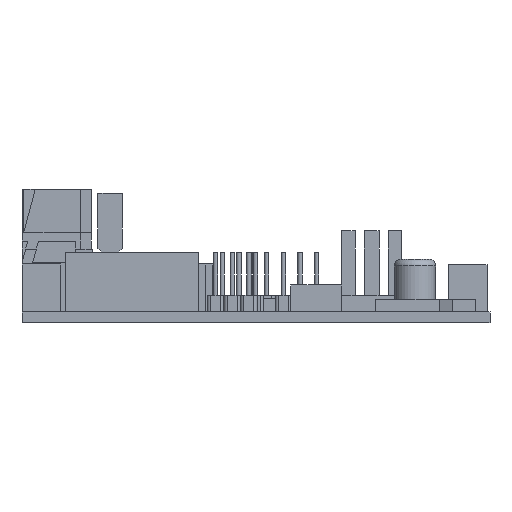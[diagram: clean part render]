
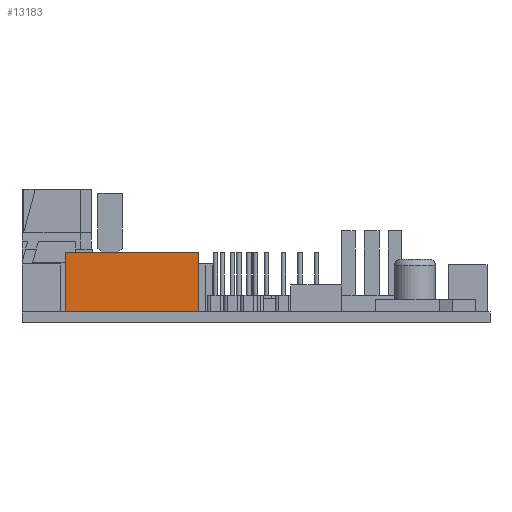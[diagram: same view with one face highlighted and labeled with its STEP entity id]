
A CAD part, front view. The second image highlights one B-rep face of the part: STEP entity #13183.
In plain terms, the highlighted planar face has unit normal (0, -1, 0).
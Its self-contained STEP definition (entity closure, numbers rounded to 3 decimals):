
#12967 = EDGE_CURVE('',#12968,#12970,#12972,.T.);
#12968 = VERTEX_POINT('',#12969);
#12969 = CARTESIAN_POINT('',(0.,0.,0.));
#12970 = VERTEX_POINT('',#12971);
#12971 = CARTESIAN_POINT('',(0.,0.,8.9));
#12972 = SURFACE_CURVE('',#12973,(#12977,#12989),.PCURVE_S1.);
#12973 = LINE('',#12974,#12975);
#12974 = CARTESIAN_POINT('',(0.,0.,0.));
#12975 = VECTOR('',#12976,1.);
#12976 = DIRECTION('',(0.,0.,1.));
#12977 = PCURVE('',#12978,#12983);
#12978 = PLANE('',#12979);
#12979 = AXIS2_PLACEMENT_3D('',#12980,#12981,#12982);
#12980 = CARTESIAN_POINT('',(0.,0.,0.));
#12981 = DIRECTION('',(1.,0.,-0.));
#12982 = DIRECTION('',(0.,0.,1.));
#12983 = DEFINITIONAL_REPRESENTATION('',(#12984),#12988);
#12984 = LINE('',#12985,#12986);
#12985 = CARTESIAN_POINT('',(0.,0.));
#12986 = VECTOR('',#12987,1.);
#12987 = DIRECTION('',(1.,0.));
#12988 = ( GEOMETRIC_REPRESENTATION_CONTEXT(2) 
PARAMETRIC_REPRESENTATION_CONTEXT() REPRESENTATION_CONTEXT('2D SPACE',''
  ) );
#12989 = PCURVE('',#12990,#12995);
#12990 = PLANE('',#12991);
#12991 = AXIS2_PLACEMENT_3D('',#12992,#12993,#12994);
#12992 = CARTESIAN_POINT('',(0.,0.,0.));
#12993 = DIRECTION('',(-0.,1.,0.));
#12994 = DIRECTION('',(0.,0.,1.));
#12995 = DEFINITIONAL_REPRESENTATION('',(#12996),#13000);
#12996 = LINE('',#12997,#12998);
#12997 = CARTESIAN_POINT('',(0.,0.));
#12998 = VECTOR('',#12999,1.);
#12999 = DIRECTION('',(1.,0.));
#13000 = ( GEOMETRIC_REPRESENTATION_CONTEXT(2) 
PARAMETRIC_REPRESENTATION_CONTEXT() REPRESENTATION_CONTEXT('2D SPACE',''
  ) );
#13018 = PLANE('',#13019);
#13019 = AXIS2_PLACEMENT_3D('',#13020,#13021,#13022);
#13020 = CARTESIAN_POINT('',(0.,0.,0.));
#13021 = DIRECTION('',(0.,0.,1.));
#13022 = DIRECTION('',(1.,0.,-0.));
#13072 = PLANE('',#13073);
#13073 = AXIS2_PLACEMENT_3D('',#13074,#13075,#13076);
#13074 = CARTESIAN_POINT('',(0.,0.,8.9));
#13075 = DIRECTION('',(0.,0.,1.));
#13076 = DIRECTION('',(1.,0.,-0.));
#13087 = EDGE_CURVE('',#13088,#13090,#13092,.T.);
#13088 = VERTEX_POINT('',#13089);
#13089 = CARTESIAN_POINT('',(20.,0.,0.));
#13090 = VERTEX_POINT('',#13091);
#13091 = CARTESIAN_POINT('',(20.,0.,8.9));
#13092 = SURFACE_CURVE('',#13093,(#13097,#13109),.PCURVE_S1.);
#13093 = LINE('',#13094,#13095);
#13094 = CARTESIAN_POINT('',(20.,0.,0.));
#13095 = VECTOR('',#13096,1.);
#13096 = DIRECTION('',(0.,0.,1.));
#13097 = PCURVE('',#13098,#13103);
#13098 = PLANE('',#13099);
#13099 = AXIS2_PLACEMENT_3D('',#13100,#13101,#13102);
#13100 = CARTESIAN_POINT('',(20.,0.,0.));
#13101 = DIRECTION('',(1.,0.,-0.));
#13102 = DIRECTION('',(0.,0.,1.));
#13103 = DEFINITIONAL_REPRESENTATION('',(#13104),#13108);
#13104 = LINE('',#13105,#13106);
#13105 = CARTESIAN_POINT('',(0.,0.));
#13106 = VECTOR('',#13107,1.);
#13107 = DIRECTION('',(1.,0.));
#13108 = ( GEOMETRIC_REPRESENTATION_CONTEXT(2) 
PARAMETRIC_REPRESENTATION_CONTEXT() REPRESENTATION_CONTEXT('2D SPACE',''
  ) );
#13109 = PCURVE('',#12990,#13110);
#13110 = DEFINITIONAL_REPRESENTATION('',(#13111),#13115);
#13111 = LINE('',#13112,#13113);
#13112 = CARTESIAN_POINT('',(0.,20.));
#13113 = VECTOR('',#13114,1.);
#13114 = DIRECTION('',(1.,0.));
#13115 = ( GEOMETRIC_REPRESENTATION_CONTEXT(2) 
PARAMETRIC_REPRESENTATION_CONTEXT() REPRESENTATION_CONTEXT('2D SPACE',''
  ) );
#13183 = ADVANCED_FACE('',(#13184),#12990,.F.);
#13184 = FACE_BOUND('',#13185,.F.);
#13185 = EDGE_LOOP('',(#13186,#13207,#13208,#13229));
#13186 = ORIENTED_EDGE('',*,*,#13187,.F.);
#13187 = EDGE_CURVE('',#12968,#13088,#13188,.T.);
#13188 = SURFACE_CURVE('',#13189,(#13193,#13200),.PCURVE_S1.);
#13189 = LINE('',#13190,#13191);
#13190 = CARTESIAN_POINT('',(0.,0.,0.));
#13191 = VECTOR('',#13192,1.);
#13192 = DIRECTION('',(1.,0.,-0.));
#13193 = PCURVE('',#12990,#13194);
#13194 = DEFINITIONAL_REPRESENTATION('',(#13195),#13199);
#13195 = LINE('',#13196,#13197);
#13196 = CARTESIAN_POINT('',(0.,0.));
#13197 = VECTOR('',#13198,1.);
#13198 = DIRECTION('',(0.,1.));
#13199 = ( GEOMETRIC_REPRESENTATION_CONTEXT(2) 
PARAMETRIC_REPRESENTATION_CONTEXT() REPRESENTATION_CONTEXT('2D SPACE',''
  ) );
#13200 = PCURVE('',#13018,#13201);
#13201 = DEFINITIONAL_REPRESENTATION('',(#13202),#13206);
#13202 = LINE('',#13203,#13204);
#13203 = CARTESIAN_POINT('',(0.,0.));
#13204 = VECTOR('',#13205,1.);
#13205 = DIRECTION('',(1.,0.));
#13206 = ( GEOMETRIC_REPRESENTATION_CONTEXT(2) 
PARAMETRIC_REPRESENTATION_CONTEXT() REPRESENTATION_CONTEXT('2D SPACE',''
  ) );
#13207 = ORIENTED_EDGE('',*,*,#12967,.T.);
#13208 = ORIENTED_EDGE('',*,*,#13209,.T.);
#13209 = EDGE_CURVE('',#12970,#13090,#13210,.T.);
#13210 = SURFACE_CURVE('',#13211,(#13215,#13222),.PCURVE_S1.);
#13211 = LINE('',#13212,#13213);
#13212 = CARTESIAN_POINT('',(0.,0.,8.9));
#13213 = VECTOR('',#13214,1.);
#13214 = DIRECTION('',(1.,0.,-0.));
#13215 = PCURVE('',#12990,#13216);
#13216 = DEFINITIONAL_REPRESENTATION('',(#13217),#13221);
#13217 = LINE('',#13218,#13219);
#13218 = CARTESIAN_POINT('',(8.9,0.));
#13219 = VECTOR('',#13220,1.);
#13220 = DIRECTION('',(0.,1.));
#13221 = ( GEOMETRIC_REPRESENTATION_CONTEXT(2) 
PARAMETRIC_REPRESENTATION_CONTEXT() REPRESENTATION_CONTEXT('2D SPACE',''
  ) );
#13222 = PCURVE('',#13072,#13223);
#13223 = DEFINITIONAL_REPRESENTATION('',(#13224),#13228);
#13224 = LINE('',#13225,#13226);
#13225 = CARTESIAN_POINT('',(0.,0.));
#13226 = VECTOR('',#13227,1.);
#13227 = DIRECTION('',(1.,0.));
#13228 = ( GEOMETRIC_REPRESENTATION_CONTEXT(2) 
PARAMETRIC_REPRESENTATION_CONTEXT() REPRESENTATION_CONTEXT('2D SPACE',''
  ) );
#13229 = ORIENTED_EDGE('',*,*,#13087,.F.);
